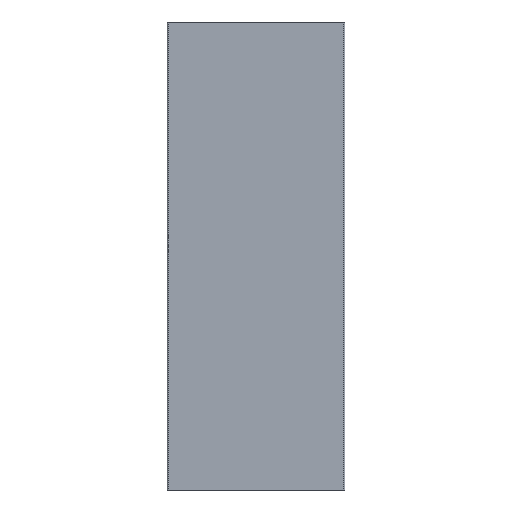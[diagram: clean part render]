
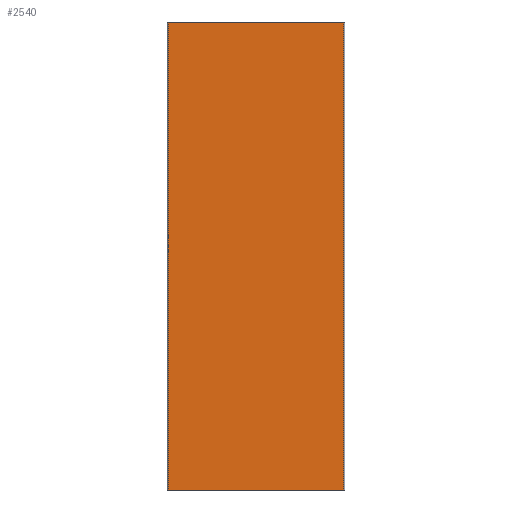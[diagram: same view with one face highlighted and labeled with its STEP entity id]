
A CAD part, left-side view. The second image highlights one B-rep face of the part: STEP entity #2540.
In plain terms, the highlighted planar face has unit normal (-1, 0, 0).
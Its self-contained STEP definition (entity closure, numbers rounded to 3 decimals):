
#28 = FACE_OUTER_BOUND ( 'NONE', #2022, .T. ) ;
#40 = LINE ( 'NONE', #1085, #2777 ) ;
#69 = ORIENTED_EDGE ( 'NONE', *, *, #1511, .F. ) ;
#105 = CARTESIAN_POINT ( 'NONE',  ( -12.5, -20.2, 100. ) ) ;
#170 = EDGE_CURVE ( 'NONE', #2911, #1406, #1200, .T. ) ;
#234 = DIRECTION ( 'NONE',  ( 0., 1., 0. ) ) ;
#432 = DIRECTION ( 'NONE',  ( 0., 0., -1. ) ) ;
#530 = VERTEX_POINT ( 'NONE', #1534 ) ;
#629 = ORIENTED_EDGE ( 'NONE', *, *, #170, .T. ) ;
#696 = LINE ( 'NONE', #105, #1262 ) ;
#784 = VERTEX_POINT ( 'NONE', #1730 ) ;
#822 = DIRECTION ( 'NONE',  ( 1., 0., 0. ) ) ;
#847 = ORIENTED_EDGE ( 'NONE', *, *, #2456, .F. ) ;
#909 = EDGE_CURVE ( 'NONE', #784, #2911, #3097, .T. ) ;
#1085 = CARTESIAN_POINT ( 'NONE',  ( -12.5, 0., 100. ) ) ;
#1174 = DIRECTION ( 'NONE',  ( 0., 0., -1. ) ) ;
#1200 = LINE ( 'NONE', #1450, #1521 ) ;
#1262 = VECTOR ( 'NONE', #1174, 1000. ) ;
#1318 = AXIS2_PLACEMENT_3D ( 'NONE', #1566, #822, #234 ) ;
#1406 = VERTEX_POINT ( 'NONE', #2644 ) ;
#1450 = CARTESIAN_POINT ( 'NONE',  ( -12.5, 0., 0. ) ) ;
#1511 = EDGE_CURVE ( 'NONE', #784, #530, #40, .T. ) ;
#1521 = VECTOR ( 'NONE', #2236, 1000. ) ;
#1534 = CARTESIAN_POINT ( 'NONE',  ( -12.5, -20.2, 100. ) ) ;
#1566 = CARTESIAN_POINT ( 'NONE',  ( -12.5, 0., 100. ) ) ;
#1730 = CARTESIAN_POINT ( 'NONE',  ( -12.5, 17.2, 100. ) ) ;
#1769 = VECTOR ( 'NONE', #432, 1000. ) ;
#1796 = ORIENTED_EDGE ( 'NONE', *, *, #909, .T. ) ;
#2022 = EDGE_LOOP ( 'NONE', ( #629, #847, #69, #1796 ) ) ;
#2236 = DIRECTION ( 'NONE',  ( 0., -1., 0. ) ) ;
#2456 = EDGE_CURVE ( 'NONE', #530, #1406, #696, .T. ) ;
#2540 = ADVANCED_FACE ( 'NONE', ( #28 ), #2966, .F. ) ;
#2644 = CARTESIAN_POINT ( 'NONE',  ( -12.5, -20.2, 0. ) ) ;
#2723 = DIRECTION ( 'NONE',  ( 0., -1., 0. ) ) ;
#2777 = VECTOR ( 'NONE', #2723, 1000. ) ;
#2826 = CARTESIAN_POINT ( 'NONE',  ( -12.5, 17.2, 100. ) ) ;
#2911 = VERTEX_POINT ( 'NONE', #3352 ) ;
#2966 = PLANE ( 'NONE',  #1318 ) ;
#3097 = LINE ( 'NONE', #2826, #1769 ) ;
#3352 = CARTESIAN_POINT ( 'NONE',  ( -12.5, 17.2, 0. ) ) ;
